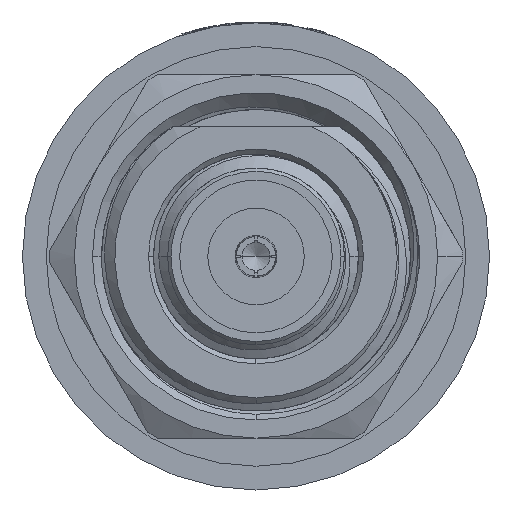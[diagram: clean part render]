
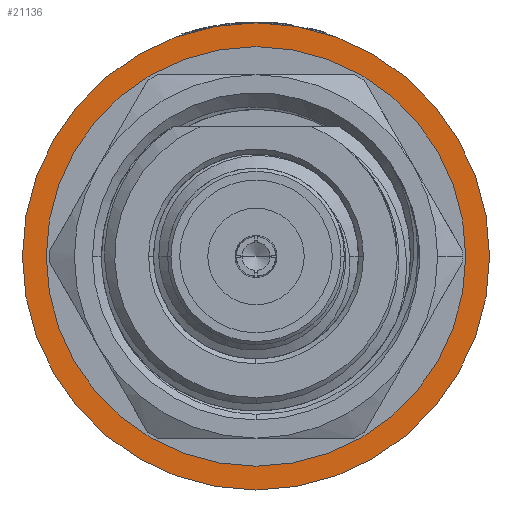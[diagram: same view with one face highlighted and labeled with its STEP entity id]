
A CAD part, left-side view. The second image highlights one B-rep face of the part: STEP entity #21136.
In plain terms, the highlighted planar face has unit normal (-1, 0, 0).
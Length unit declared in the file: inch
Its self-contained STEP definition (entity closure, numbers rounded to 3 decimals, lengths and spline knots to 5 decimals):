
#67 = CARTESIAN_POINT ( 'NONE',  ( 0.34882, 0., 0. ) ) ;
#718 = FACE_BOUND ( 'NONE', #24580, .T. ) ;
#846 = CARTESIAN_POINT ( 'NONE',  ( 0.34882, 0.22736, 0. ) ) ;
#1112 = CARTESIAN_POINT ( 'NONE',  ( 0.34882, 0., 0. ) ) ;
#1325 = ORIENTED_EDGE ( 'NONE', *, *, #13124, .T. ) ;
#1641 = CARTESIAN_POINT ( 'NONE',  ( 0.34882, -0.27835, 0. ) ) ;
#1658 = DIRECTION ( 'NONE',  ( -1., 0., 0. ) ) ;
#1752 = DIRECTION ( 'NONE',  ( -1., 0., 0. ) ) ;
#2378 = DIRECTION ( 'NONE',  ( 1., 0., 0. ) ) ;
#2391 = ORIENTED_EDGE ( 'NONE', *, *, #20191, .F. ) ;
#2682 = CIRCLE ( 'NONE', #25320, 0.27835 ) ;
#2897 = EDGE_CURVE ( 'NONE', #20742, #18192, #13779, .T. ) ;
#3935 = CARTESIAN_POINT ( 'NONE',  ( 0.34882, 0., 0. ) ) ;
#4311 = AXIS2_PLACEMENT_3D ( 'NONE', #1112, #7020, #5238 ) ;
#4459 = FACE_OUTER_BOUND ( 'NONE', #12126, .T. ) ;
#5127 = AXIS2_PLACEMENT_3D ( 'NONE', #67, #1752, #11560 ) ;
#5238 = DIRECTION ( 'NONE',  ( 0., -1., 0. ) ) ;
#5241 = CARTESIAN_POINT ( 'NONE',  ( 0.34882, 0.27835, 0. ) ) ;
#6892 = DIRECTION ( 'NONE',  ( -1., 0., 0. ) ) ;
#7020 = DIRECTION ( 'NONE',  ( -1., 0., 0. ) ) ;
#7171 = CIRCLE ( 'NONE', #17909, 0.27835 ) ;
#8573 = CARTESIAN_POINT ( 'NONE',  ( 0.34882, 0., 0. ) ) ;
#11217 = DIRECTION ( 'NONE',  ( 0., 1., 0. ) ) ;
#11560 = DIRECTION ( 'NONE',  ( 0., 1., 0. ) ) ;
#12126 = EDGE_LOOP ( 'NONE', ( #1325, #15748 ) ) ;
#13124 = EDGE_CURVE ( 'NONE', #23599, #17814, #2682, .T. ) ;
#13400 = CARTESIAN_POINT ( 'NONE',  ( 0.34882, 0., 0. ) ) ;
#13779 = CIRCLE ( 'NONE', #4311, 0.22736 ) ;
#14263 = DIRECTION ( 'NONE',  ( 0., 0., 1. ) ) ;
#15038 = AXIS2_PLACEMENT_3D ( 'NONE', #8573, #6892, #14263 ) ;
#15267 = ORIENTED_EDGE ( 'NONE', *, *, #2897, .F. ) ;
#15748 = ORIENTED_EDGE ( 'NONE', *, *, #23644, .F. ) ;
#16608 = CARTESIAN_POINT ( 'NONE',  ( 0.34882, -0.22736, 0. ) ) ;
#17814 = VERTEX_POINT ( 'NONE', #1641 ) ;
#17909 = AXIS2_PLACEMENT_3D ( 'NONE', #3935, #2378, #21731 ) ;
#18192 = VERTEX_POINT ( 'NONE', #846 ) ;
#19145 = CIRCLE ( 'NONE', #5127, 0.22736 ) ;
#20191 = EDGE_CURVE ( 'NONE', #18192, #20742, #19145, .T. ) ;
#20742 = VERTEX_POINT ( 'NONE', #16608 ) ;
#21136 = ADVANCED_FACE ( 'NONE', ( #718, #4459 ), #22119, .T. ) ;
#21731 = DIRECTION ( 'NONE',  ( 0., 1., 0. ) ) ;
#22119 = PLANE ( 'NONE',  #15038 ) ;
#23599 = VERTEX_POINT ( 'NONE', #5241 ) ;
#23644 = EDGE_CURVE ( 'NONE', #23599, #17814, #7171, .T. ) ;
#24580 = EDGE_LOOP ( 'NONE', ( #15267, #2391 ) ) ;
#25320 = AXIS2_PLACEMENT_3D ( 'NONE', #13400, #1658, #11217 ) ;
